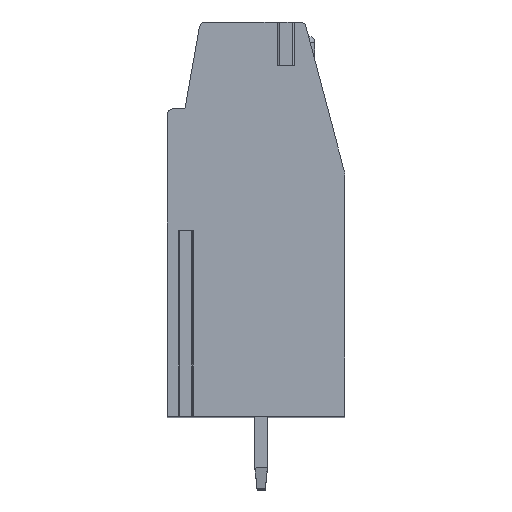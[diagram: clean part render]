
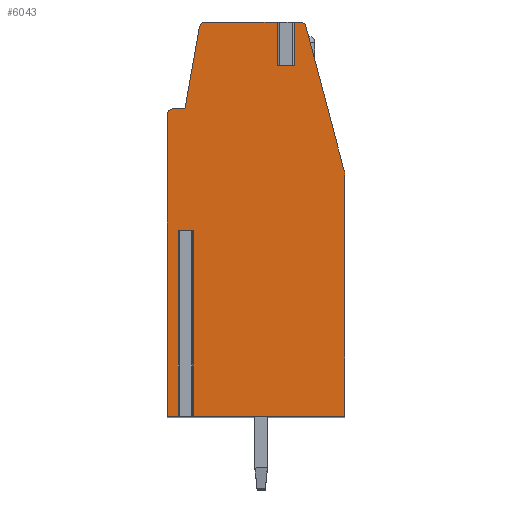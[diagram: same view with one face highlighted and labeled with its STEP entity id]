
A CAD part, top view. The second image highlights one B-rep face of the part: STEP entity #6043.
In plain terms, the highlighted planar face has unit normal (0, 0, 1).
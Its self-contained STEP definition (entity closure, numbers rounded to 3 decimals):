
#13=DIRECTION('',(-1.,0.,0.));
#14=VECTOR('',#13,0.743);
#15=CARTESIAN_POINT('',(-3.029,-0.55,43.18));
#16=LINE('',#15,#14);
#17=DIRECTION('',(0.,-1.,0.));
#18=VECTOR('',#17,9.);
#19=CARTESIAN_POINT('',(-3.771,-0.55,43.18));
#20=LINE('',#19,#18);
#21=DIRECTION('',(1.,0.,0.));
#22=VECTOR('',#21,0.529);
#23=CARTESIAN_POINT('',(-4.3,-9.55,43.18));
#24=LINE('',#23,#22);
#25=DIRECTION('',(0.,-1.,0.));
#26=VECTOR('',#25,14.6);
#27=CARTESIAN_POINT('',(-4.3,5.05,43.18));
#28=LINE('',#27,#26);
#29=CARTESIAN_POINT('',(-4.,5.05,43.18));
#30=DIRECTION('',(0.,0.,1.));
#31=DIRECTION('',(0.,1.,0.));
#32=AXIS2_PLACEMENT_3D('',#29,#30,#31);
#34=DIRECTION('',(-1.,0.,0.));
#35=VECTOR('',#34,0.558);
#36=CARTESIAN_POINT('',(-3.442,5.35,43.18));
#37=LINE('',#36,#35);
#38=DIRECTION('',(-0.174,-0.985,0.));
#39=VECTOR('',#38,4.013);
#40=CARTESIAN_POINT('',(-2.746,9.302,43.18));
#41=LINE('',#40,#39);
#42=CARTESIAN_POINT('',(-2.45,9.25,43.18));
#43=DIRECTION('',(0.,0.,1.));
#44=DIRECTION('',(0.,1.,0.));
#45=AXIS2_PLACEMENT_3D('',#42,#43,#44);
#47=DIRECTION('',(-1.,0.,0.));
#48=VECTOR('',#47,3.669);
#49=CARTESIAN_POINT('',(1.219,9.55,43.18));
#50=LINE('',#49,#48);
#51=DIRECTION('',(0.,-1.,0.));
#52=VECTOR('',#51,2.1);
#53=CARTESIAN_POINT('',(1.219,9.55,43.18));
#54=LINE('',#53,#52);
#55=DIRECTION('',(-1.,0.,0.));
#56=VECTOR('',#55,0.46);
#57=CARTESIAN_POINT('',(1.679,7.45,43.18));
#58=LINE('',#57,#56);
#59=DIRECTION('',(0.,-1.,0.));
#60=VECTOR('',#59,2.1);
#61=CARTESIAN_POINT('',(1.679,9.55,43.18));
#62=LINE('',#61,#60);
#63=DIRECTION('',(-1.,0.,0.));
#64=VECTOR('',#63,0.447);
#65=CARTESIAN_POINT('',(2.126,9.55,43.18));
#66=LINE('',#65,#64);
#67=CARTESIAN_POINT('',(2.126,9.25,43.18));
#68=DIRECTION('',(0.,0.,1.));
#69=DIRECTION('',(0.966,0.257,0.));
#70=AXIS2_PLACEMENT_3D('',#67,#68,#69);
#72=CARTESIAN_POINT('',(3.3,2.119,43.18));
#73=DIRECTION('',(0.,0.,1.));
#74=DIRECTION('',(1.,0.,0.));
#75=AXIS2_PLACEMENT_3D('',#72,#73,#74);
#77=DIRECTION('',(0.,1.,0.));
#78=VECTOR('',#77,11.669);
#79=CARTESIAN_POINT('',(4.3,-9.55,43.18));
#80=LINE('',#79,#78);
#81=DIRECTION('',(1.,0.,0.));
#82=VECTOR('',#81,7.329);
#83=CARTESIAN_POINT('',(-3.029,-9.55,43.18));
#84=LINE('',#83,#82);
#85=DIRECTION('',(0.,-1.,0.));
#86=VECTOR('',#85,9.);
#87=CARTESIAN_POINT('',(-3.029,-0.55,43.18));
#88=LINE('',#87,#86);
#393=DIRECTION('',(-0.257,0.966,0.));
#394=VECTOR('',#393,7.193);
#395=CARTESIAN_POINT('',(4.266,2.376,43.18));
#396=LINE('',#395,#394);
#4762=CARTESIAN_POINT('',(4.3,-9.55,43.18));
#4763=CARTESIAN_POINT('',(4.3,2.119,43.18));
#4764=VERTEX_POINT('',#4762);
#4765=VERTEX_POINT('',#4763);
#4766=CARTESIAN_POINT('',(4.266,2.376,43.18));
#4767=VERTEX_POINT('',#4766);
#4768=CARTESIAN_POINT('',(2.416,9.327,43.18));
#4769=CARTESIAN_POINT('',(2.126,9.55,43.18));
#4770=VERTEX_POINT('',#4768);
#4771=VERTEX_POINT('',#4769);
#4772=CARTESIAN_POINT('',(-2.45,9.55,43.18));
#4773=CARTESIAN_POINT('',(-2.746,9.302,43.18));
#4774=VERTEX_POINT('',#4772);
#4775=VERTEX_POINT('',#4773);
#4776=CARTESIAN_POINT('',(-3.442,5.35,43.18));
#4777=VERTEX_POINT('',#4776);
#4778=CARTESIAN_POINT('',(-4.,5.35,43.18));
#4779=VERTEX_POINT('',#4778);
#4780=CARTESIAN_POINT('',(-4.3,5.05,43.18));
#4781=VERTEX_POINT('',#4780);
#4782=CARTESIAN_POINT('',(-4.3,-9.55,43.18));
#4783=VERTEX_POINT('',#4782);
#4846=CARTESIAN_POINT('',(1.679,7.45,43.18));
#4847=CARTESIAN_POINT('',(1.219,7.45,43.18));
#4848=VERTEX_POINT('',#4846);
#4849=VERTEX_POINT('',#4847);
#4850=CARTESIAN_POINT('',(1.219,9.55,43.18));
#4851=VERTEX_POINT('',#4850);
#4852=CARTESIAN_POINT('',(1.679,9.55,43.18));
#4853=VERTEX_POINT('',#4852);
#4866=CARTESIAN_POINT('',(-3.029,-0.55,43.18));
#4867=CARTESIAN_POINT('',(-3.771,-0.55,43.18));
#4868=VERTEX_POINT('',#4866);
#4869=VERTEX_POINT('',#4867);
#4870=CARTESIAN_POINT('',(-3.029,-9.55,43.18));
#4871=VERTEX_POINT('',#4870);
#4872=CARTESIAN_POINT('',(-3.771,-9.55,43.18));
#4873=VERTEX_POINT('',#4872);
#5998=CARTESIAN_POINT('',(0.,0.,43.18));
#5999=DIRECTION('',(0.,0.,1.));
#6000=DIRECTION('',(1.,0.,0.));
#6001=AXIS2_PLACEMENT_3D('',#5998,#5999,#6000);
#6002=PLANE('',#6001);
#6004=ORIENTED_EDGE('',*,*,#6003,.T.);
#6006=ORIENTED_EDGE('',*,*,#6005,.T.);
#6008=ORIENTED_EDGE('',*,*,#6007,.F.);
#6010=ORIENTED_EDGE('',*,*,#6009,.F.);
#6012=ORIENTED_EDGE('',*,*,#6011,.F.);
#6014=ORIENTED_EDGE('',*,*,#6013,.F.);
#6016=ORIENTED_EDGE('',*,*,#6015,.F.);
#6018=ORIENTED_EDGE('',*,*,#6017,.F.);
#6020=ORIENTED_EDGE('',*,*,#6019,.F.);
#6022=ORIENTED_EDGE('',*,*,#6021,.T.);
#6024=ORIENTED_EDGE('',*,*,#6023,.F.);
#6026=ORIENTED_EDGE('',*,*,#6025,.F.);
#6028=ORIENTED_EDGE('',*,*,#6027,.F.);
#6030=ORIENTED_EDGE('',*,*,#6029,.F.);
#6032=ORIENTED_EDGE('',*,*,#6031,.F.);
#6034=ORIENTED_EDGE('',*,*,#6033,.F.);
#6036=ORIENTED_EDGE('',*,*,#6035,.F.);
#6038=ORIENTED_EDGE('',*,*,#6037,.F.);
#6040=ORIENTED_EDGE('',*,*,#6039,.F.);
#6041=EDGE_LOOP('',(#6004,#6006,#6008,#6010,#6012,#6014,#6016,#6018,#6020,#6022,
#6024,#6026,#6028,#6030,#6032,#6034,#6036,#6038,#6040));
#6042=FACE_OUTER_BOUND('',#6041,.F.);
#33=CIRCLE('',#32,0.3);
#46=CIRCLE('',#45,0.3);
#71=CIRCLE('',#70,0.3);
#76=CIRCLE('',#75,1.);
#6003=EDGE_CURVE('',#4868,#4869,#16,.T.);
#6005=EDGE_CURVE('',#4869,#4873,#20,.T.);
#6007=EDGE_CURVE('',#4783,#4873,#24,.T.);
#6009=EDGE_CURVE('',#4781,#4783,#28,.T.);
#6011=EDGE_CURVE('',#4779,#4781,#33,.T.);
#6013=EDGE_CURVE('',#4777,#4779,#37,.T.);
#6015=EDGE_CURVE('',#4775,#4777,#41,.T.);
#6017=EDGE_CURVE('',#4774,#4775,#46,.T.);
#6019=EDGE_CURVE('',#4851,#4774,#50,.T.);
#6021=EDGE_CURVE('',#4851,#4849,#54,.T.);
#6023=EDGE_CURVE('',#4848,#4849,#58,.T.);
#6025=EDGE_CURVE('',#4853,#4848,#62,.T.);
#6027=EDGE_CURVE('',#4771,#4853,#66,.T.);
#6029=EDGE_CURVE('',#4770,#4771,#71,.T.);
#6031=EDGE_CURVE('',#4767,#4770,#396,.T.);
#6033=EDGE_CURVE('',#4765,#4767,#76,.T.);
#6035=EDGE_CURVE('',#4764,#4765,#80,.T.);
#6037=EDGE_CURVE('',#4871,#4764,#84,.T.);
#6039=EDGE_CURVE('',#4868,#4871,#88,.T.);
#6043=ADVANCED_FACE('',(#6042),#6002,.T.);
